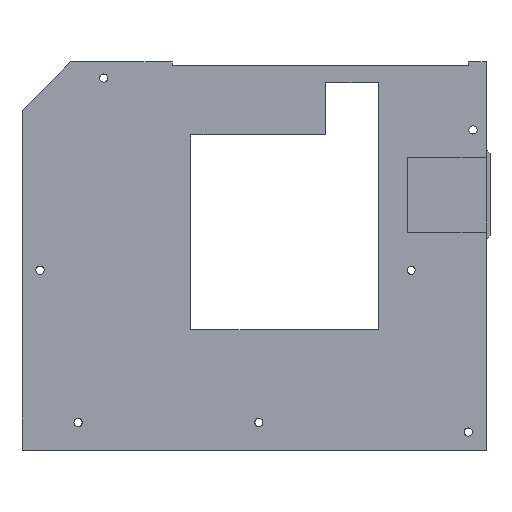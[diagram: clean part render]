
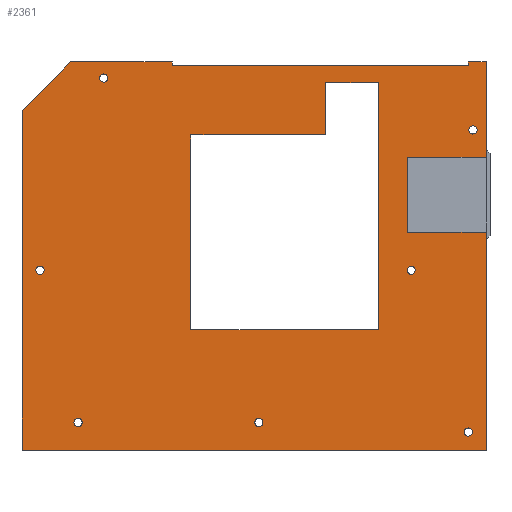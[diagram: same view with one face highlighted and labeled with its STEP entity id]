
A CAD part, top view. The second image highlights one B-rep face of the part: STEP entity #2361.
In plain terms, the highlighted planar face has unit normal (0, 0, 1).
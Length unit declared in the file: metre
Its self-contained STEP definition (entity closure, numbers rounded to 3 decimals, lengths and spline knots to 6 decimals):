
#33=CIRCLE('',#2520,0.001092);
#34=CIRCLE('',#2521,0.001092);
#35=CIRCLE('',#2522,0.001092);
#36=CIRCLE('',#2523,0.001092);
#37=CIRCLE('',#2524,0.001092);
#38=CIRCLE('',#2525,0.001092);
#39=CIRCLE('',#2526,0.001092);
#256=ORIENTED_EDGE('',*,*,#886,.T.);
#257=ORIENTED_EDGE('',*,*,#887,.T.);
#258=ORIENTED_EDGE('',*,*,#888,.T.);
#259=ORIENTED_EDGE('',*,*,#889,.T.);
#260=ORIENTED_EDGE('',*,*,#890,.T.);
#261=ORIENTED_EDGE('',*,*,#891,.T.);
#262=ORIENTED_EDGE('',*,*,#892,.T.);
#263=ORIENTED_EDGE('',*,*,#893,.F.);
#264=ORIENTED_EDGE('',*,*,#894,.F.);
#265=ORIENTED_EDGE('',*,*,#895,.T.);
#266=ORIENTED_EDGE('',*,*,#896,.T.);
#267=ORIENTED_EDGE('',*,*,#897,.F.);
#268=ORIENTED_EDGE('',*,*,#898,.T.);
#269=ORIENTED_EDGE('',*,*,#838,.F.);
#270=ORIENTED_EDGE('',*,*,#852,.T.);
#271=ORIENTED_EDGE('',*,*,#854,.F.);
#272=ORIENTED_EDGE('',*,*,#856,.T.);
#273=ORIENTED_EDGE('',*,*,#858,.T.);
#274=ORIENTED_EDGE('',*,*,#860,.T.);
#275=ORIENTED_EDGE('',*,*,#862,.F.);
#276=ORIENTED_EDGE('',*,*,#867,.T.);
#277=ORIENTED_EDGE('',*,*,#871,.F.);
#278=ORIENTED_EDGE('',*,*,#874,.F.);
#279=ORIENTED_EDGE('',*,*,#878,.F.);
#280=ORIENTED_EDGE('',*,*,#883,.F.);
#281=ORIENTED_EDGE('',*,*,#885,.F.);
#838=EDGE_CURVE('',#1163,#1164,#1372,.T.);
#852=EDGE_CURVE('',#1163,#1173,#1386,.T.);
#854=EDGE_CURVE('',#1174,#1173,#1388,.T.);
#856=EDGE_CURVE('',#1174,#1175,#1390,.T.);
#858=EDGE_CURVE('',#1175,#1176,#1392,.T.);
#860=EDGE_CURVE('',#1176,#1177,#1394,.T.);
#862=EDGE_CURVE('',#1178,#1177,#1396,.T.);
#867=EDGE_CURVE('',#1178,#1182,#1401,.T.);
#871=EDGE_CURVE('',#1185,#1182,#1405,.T.);
#874=EDGE_CURVE('',#1187,#1185,#1408,.T.);
#878=EDGE_CURVE('',#1190,#1187,#1412,.T.);
#883=EDGE_CURVE('',#1193,#1190,#1417,.T.);
#885=EDGE_CURVE('',#1164,#1193,#1419,.T.);
#886=EDGE_CURVE('',#1194,#1194,#33,.F.);
#887=EDGE_CURVE('',#1195,#1195,#34,.F.);
#888=EDGE_CURVE('',#1196,#1196,#35,.F.);
#889=EDGE_CURVE('',#1197,#1197,#36,.F.);
#890=EDGE_CURVE('',#1198,#1198,#37,.F.);
#891=EDGE_CURVE('',#1199,#1199,#38,.F.);
#892=EDGE_CURVE('',#1200,#1200,#39,.F.);
#893=EDGE_CURVE('',#1201,#1202,#1420,.T.);
#894=EDGE_CURVE('',#1203,#1201,#1421,.T.);
#895=EDGE_CURVE('',#1203,#1204,#1422,.T.);
#896=EDGE_CURVE('',#1204,#1205,#1423,.T.);
#897=EDGE_CURVE('',#1206,#1205,#1424,.T.);
#898=EDGE_CURVE('',#1206,#1202,#1425,.T.);
#1163=VERTEX_POINT('',#3511);
#1164=VERTEX_POINT('',#3513);
#1173=VERTEX_POINT('',#3537);
#1174=VERTEX_POINT('',#3541);
#1175=VERTEX_POINT('',#3545);
#1176=VERTEX_POINT('',#3549);
#1177=VERTEX_POINT('',#3553);
#1178=VERTEX_POINT('',#3557);
#1182=VERTEX_POINT('',#3567);
#1185=VERTEX_POINT('',#3575);
#1187=VERTEX_POINT('',#3581);
#1190=VERTEX_POINT('',#3589);
#1193=VERTEX_POINT('',#3598);
#1194=VERTEX_POINT('',#3604);
#1195=VERTEX_POINT('',#3606);
#1196=VERTEX_POINT('',#3608);
#1197=VERTEX_POINT('',#3610);
#1198=VERTEX_POINT('',#3612);
#1199=VERTEX_POINT('',#3614);
#1200=VERTEX_POINT('',#3616);
#1201=VERTEX_POINT('',#3618);
#1202=VERTEX_POINT('',#3619);
#1203=VERTEX_POINT('',#3621);
#1204=VERTEX_POINT('',#3623);
#1205=VERTEX_POINT('',#3625);
#1206=VERTEX_POINT('',#3627);
#1372=LINE('',#3512,#1677);
#1386=LINE('',#3536,#1691);
#1388=LINE('',#3540,#1693);
#1390=LINE('',#3544,#1695);
#1392=LINE('',#3548,#1697);
#1394=LINE('',#3552,#1699);
#1396=LINE('',#3556,#1701);
#1401=LINE('',#3566,#1706);
#1405=LINE('',#3574,#1710);
#1408=LINE('',#3580,#1713);
#1412=LINE('',#3588,#1717);
#1417=LINE('',#3597,#1722);
#1419=LINE('',#3601,#1724);
#1420=LINE('',#3617,#1725);
#1421=LINE('',#3620,#1726);
#1422=LINE('',#3622,#1727);
#1423=LINE('',#3624,#1728);
#1424=LINE('',#3626,#1729);
#1425=LINE('',#3628,#1730);
#1677=VECTOR('',#2798,1.);
#1691=VECTOR('',#2814,1.);
#1693=VECTOR('',#2818,1.);
#1695=VECTOR('',#2822,1.);
#1697=VECTOR('',#2826,1.);
#1699=VECTOR('',#2830,1.);
#1701=VECTOR('',#2834,1.);
#1706=VECTOR('',#2841,1.);
#1710=VECTOR('',#2847,1.);
#1713=VECTOR('',#2852,1.);
#1717=VECTOR('',#2858,1.);
#1722=VECTOR('',#2865,1.);
#1724=VECTOR('',#2869,1.);
#1725=VECTOR('',#2886,1.);
#1726=VECTOR('',#2887,1.);
#1727=VECTOR('',#2888,1.);
#1728=VECTOR('',#2889,1.);
#1729=VECTOR('',#2890,1.);
#1730=VECTOR('',#2891,1.);
#1921=EDGE_LOOP('',(#256));
#1922=EDGE_LOOP('',(#257));
#1923=EDGE_LOOP('',(#258));
#1924=EDGE_LOOP('',(#259));
#1925=EDGE_LOOP('',(#260));
#1926=EDGE_LOOP('',(#261));
#1927=EDGE_LOOP('',(#262));
#1928=EDGE_LOOP('',(#263,#264,#265,#266,#267,#268));
#1929=EDGE_LOOP('',(#269,#270,#271,#272,#273,#274,#275,#276,#277,#278,#279,
#280,#281));
#2083=FACE_BOUND('',#1921,.T.);
#2084=FACE_BOUND('',#1922,.T.);
#2085=FACE_BOUND('',#1923,.T.);
#2086=FACE_BOUND('',#1924,.T.);
#2087=FACE_BOUND('',#1925,.T.);
#2088=FACE_BOUND('',#1926,.T.);
#2089=FACE_BOUND('',#1927,.T.);
#2090=FACE_BOUND('',#1928,.T.);
#2091=FACE_BOUND('',#1929,.T.);
#2240=PLANE('',#2519);
#2361=ADVANCED_FACE('',(#2083,#2084,#2085,#2086,#2087,#2088,#2089,#2090,
#2091),#2240,.T.);
#2519=AXIS2_PLACEMENT_3D('',#3602,#2870,#2871);
#2520=AXIS2_PLACEMENT_3D('',#3603,#2872,#2873);
#2521=AXIS2_PLACEMENT_3D('',#3605,#2874,#2875);
#2522=AXIS2_PLACEMENT_3D('',#3607,#2876,#2877);
#2523=AXIS2_PLACEMENT_3D('',#3609,#2878,#2879);
#2524=AXIS2_PLACEMENT_3D('',#3611,#2880,#2881);
#2525=AXIS2_PLACEMENT_3D('',#3613,#2882,#2883);
#2526=AXIS2_PLACEMENT_3D('',#3615,#2884,#2885);
#2798=DIRECTION('',(1.,0.,0.));
#2814=DIRECTION('',(0.,1.,0.));
#2818=DIRECTION('',(1.,0.,0.));
#2822=DIRECTION('',(-0.707,-0.707,0.));
#2826=DIRECTION('',(0.,-1.,0.));
#2830=DIRECTION('',(1.,0.,0.));
#2834=DIRECTION('',(0.,-1.,0.));
#2841=DIRECTION('',(-1.,0.,0.));
#2847=DIRECTION('',(0.,-1.,0.));
#2852=DIRECTION('',(-1.,0.,0.));
#2858=DIRECTION('',(0.,-1.,0.));
#2865=DIRECTION('',(1.,0.,0.));
#2869=DIRECTION('',(0.,1.,0.));
#2870=DIRECTION('',(0.,0.,1.));
#2871=DIRECTION('',(1.,0.,0.));
#2872=DIRECTION('',(0.,0.,1.));
#2873=DIRECTION('',(1.,0.,0.));
#2874=DIRECTION('',(0.,0.,1.));
#2875=DIRECTION('',(1.,0.,0.));
#2876=DIRECTION('',(0.,0.,1.));
#2877=DIRECTION('',(1.,0.,0.));
#2878=DIRECTION('',(0.,0.,1.));
#2879=DIRECTION('',(1.,0.,0.));
#2880=DIRECTION('',(0.,0.,1.));
#2881=DIRECTION('',(1.,0.,0.));
#2882=DIRECTION('',(0.,0.,1.));
#2883=DIRECTION('',(1.,0.,0.));
#2884=DIRECTION('',(0.,0.,1.));
#2885=DIRECTION('',(1.,0.,0.));
#2886=DIRECTION('',(0.,1.,0.));
#2887=DIRECTION('',(1.,0.,0.));
#2888=DIRECTION('',(0.,1.,0.));
#2889=DIRECTION('',(1.,0.,0.));
#2890=DIRECTION('',(0.,-1.,0.));
#2891=DIRECTION('',(1.,0.,0.));
#3511=CARTESIAN_POINT('',(0.101318,-0.05715,0.));
#3512=CARTESIAN_POINT('',(0.140843,-0.05715,0.));
#3513=CARTESIAN_POINT('',(0.180368,-0.05715,0.));
#3536=CARTESIAN_POINT('',(0.101318,-0.05665,0.));
#3537=CARTESIAN_POINT('',(0.101318,-0.05615,0.));
#3540=CARTESIAN_POINT('',(0.087749,-0.05615,0.));
#3541=CARTESIAN_POINT('',(0.07418,-0.05615,0.));
#3544=CARTESIAN_POINT('',(0.067705,-0.062625,0.));
#3545=CARTESIAN_POINT('',(0.06123,-0.0691,0.));
#3548=CARTESIAN_POINT('',(0.06123,-0.114425,0.));
#3549=CARTESIAN_POINT('',(0.06123,-0.15975,0.));
#3552=CARTESIAN_POINT('',(0.12319,-0.15975,0.));
#3553=CARTESIAN_POINT('',(0.18515,-0.15975,0.));
#3556=CARTESIAN_POINT('',(0.18515,-0.130662,0.));
#3557=CARTESIAN_POINT('',(0.18515,-0.101575,0.));
#3566=CARTESIAN_POINT('',(0.174634,-0.101575,0.));
#3567=CARTESIAN_POINT('',(0.164117,-0.101575,0.));
#3574=CARTESIAN_POINT('',(0.164117,-0.091575,0.));
#3575=CARTESIAN_POINT('',(0.164117,-0.081575,0.));
#3580=CARTESIAN_POINT('',(0.174634,-0.081575,0.));
#3581=CARTESIAN_POINT('',(0.18515,-0.081575,0.));
#3588=CARTESIAN_POINT('',(0.18515,-0.068862,0.));
#3589=CARTESIAN_POINT('',(0.18515,-0.05615,0.));
#3597=CARTESIAN_POINT('',(0.182759,-0.05615,0.));
#3598=CARTESIAN_POINT('',(0.180368,-0.05615,0.));
#3601=CARTESIAN_POINT('',(0.180368,-0.05665,0.));
#3602=CARTESIAN_POINT('',(0.12319,-0.10795,0.));
#3603=CARTESIAN_POINT('',(0.083058,-0.060452,0.));
#3604=CARTESIAN_POINT('',(0.08415,-0.060452,0.));
#3605=CARTESIAN_POINT('',(0.06604,-0.11176,0.));
#3606=CARTESIAN_POINT('',(0.067132,-0.11176,0.));
#3607=CARTESIAN_POINT('',(0.0762,-0.1524,0.));
#3608=CARTESIAN_POINT('',(0.077292,-0.1524,0.));
#3609=CARTESIAN_POINT('',(0.12446,-0.1524,0.));
#3610=CARTESIAN_POINT('',(0.125552,-0.1524,0.));
#3611=CARTESIAN_POINT('',(0.1651,-0.11176,0.));
#3612=CARTESIAN_POINT('',(0.166192,-0.11176,0.));
#3613=CARTESIAN_POINT('',(0.18161,-0.074295,0.));
#3614=CARTESIAN_POINT('',(0.182702,-0.074295,0.));
#3615=CARTESIAN_POINT('',(0.18034,-0.15494,0.));
#3616=CARTESIAN_POINT('',(0.181432,-0.15494,0.));
#3617=CARTESIAN_POINT('',(0.156318,-0.10795,0.));
#3618=CARTESIAN_POINT('',(0.156318,-0.12765,0.));
#3619=CARTESIAN_POINT('',(0.156318,-0.06165,0.));
#3620=CARTESIAN_POINT('',(0.12319,-0.12765,0.));
#3621=CARTESIAN_POINT('',(0.106318,-0.12765,0.));
#3622=CARTESIAN_POINT('',(0.106318,-0.10795,0.));
#3623=CARTESIAN_POINT('',(0.106318,-0.07565,0.));
#3624=CARTESIAN_POINT('',(0.12319,-0.07565,0.));
#3625=CARTESIAN_POINT('',(0.142318,-0.07565,0.));
#3626=CARTESIAN_POINT('',(0.142318,-0.10795,0.));
#3627=CARTESIAN_POINT('',(0.142318,-0.06165,0.));
#3628=CARTESIAN_POINT('',(0.12319,-0.06165,0.));
